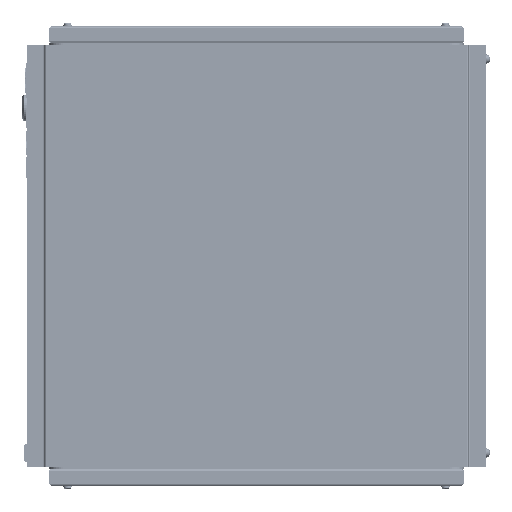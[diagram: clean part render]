
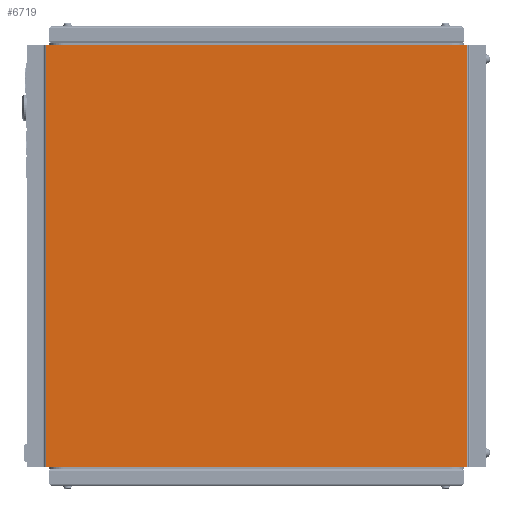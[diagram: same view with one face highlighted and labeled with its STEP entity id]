
A CAD part, front view. The second image highlights one B-rep face of the part: STEP entity #6719.
In plain terms, the highlighted planar face has unit normal (0, -1, 0).
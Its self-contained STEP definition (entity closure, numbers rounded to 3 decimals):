
#1709 = CARTESIAN_POINT ( 'NONE',  ( 469.2, -20., 0. ) ) ;
#3455 = EDGE_LOOP ( 'NONE', ( #7776, #42015, #58421, #21250 ) ) ;
#4774 = FACE_OUTER_BOUND ( 'NONE', #3455, .T. ) ;
#6007 = VECTOR ( 'NONE', #33313, 1000. ) ;
#6719 = ADVANCED_FACE ( 'NONE', ( #4774 ), #53350, .F. ) ;
#7025 = DIRECTION ( 'NONE',  ( 0., 0., -1. ) ) ;
#7670 = EDGE_CURVE ( 'NONE', #18983, #57561, #32085, .T. ) ;
#7776 = ORIENTED_EDGE ( 'NONE', *, *, #12012, .T. ) ;
#10124 = EDGE_CURVE ( 'NONE', #18983, #25713, #45045, .T. ) ;
#10396 = CARTESIAN_POINT ( 'NONE',  ( 19.8, -20., 449. ) ) ;
#12012 = EDGE_CURVE ( 'NONE', #25713, #41552, #49298, .T. ) ;
#13483 = CARTESIAN_POINT ( 'NONE',  ( 469.2, -20., 449. ) ) ;
#14194 = DIRECTION ( 'NONE',  ( -1., 0., 0. ) ) ;
#18983 = VERTEX_POINT ( 'NONE', #35511 ) ;
#21250 = ORIENTED_EDGE ( 'NONE', *, *, #10124, .T. ) ;
#22071 = CARTESIAN_POINT ( 'NONE',  ( 20.8, -20., 0. ) ) ;
#22911 = VECTOR ( 'NONE', #30745, 1000. ) ;
#25420 = VECTOR ( 'NONE', #7025, 1000. ) ;
#25713 = VERTEX_POINT ( 'NONE', #22071 ) ;
#26500 = CARTESIAN_POINT ( 'NONE',  ( 20.8, -20., 449. ) ) ;
#27360 = CARTESIAN_POINT ( 'NONE',  ( 19.8, -20., 449. ) ) ;
#29485 = DIRECTION ( 'NONE',  ( 0., 1., 0. ) ) ;
#30745 = DIRECTION ( 'NONE',  ( 1., 0., 0. ) ) ;
#32085 = LINE ( 'NONE', #27360, #6007 ) ;
#33313 = DIRECTION ( 'NONE',  ( 1., 0., 0. ) ) ;
#35173 = CARTESIAN_POINT ( 'NONE',  ( 19.8, -20., 0. ) ) ;
#35511 = CARTESIAN_POINT ( 'NONE',  ( 20.8, -20., 449. ) ) ;
#35546 = LINE ( 'NONE', #49965, #25420 ) ;
#36176 = VECTOR ( 'NONE', #39162, 1000. ) ;
#38019 = AXIS2_PLACEMENT_3D ( 'NONE', #10396, #29485, #14194 ) ;
#39162 = DIRECTION ( 'NONE',  ( 0., 0., -1. ) ) ;
#41552 = VERTEX_POINT ( 'NONE', #1709 ) ;
#42015 = ORIENTED_EDGE ( 'NONE', *, *, #53030, .F. ) ;
#45045 = LINE ( 'NONE', #26500, #36176 ) ;
#49298 = LINE ( 'NONE', #35173, #22911 ) ;
#49965 = CARTESIAN_POINT ( 'NONE',  ( 469.2, -20., 449. ) ) ;
#53030 = EDGE_CURVE ( 'NONE', #57561, #41552, #35546, .T. ) ;
#53350 = PLANE ( 'NONE',  #38019 ) ;
#57561 = VERTEX_POINT ( 'NONE', #13483 ) ;
#58421 = ORIENTED_EDGE ( 'NONE', *, *, #7670, .F. ) ;
